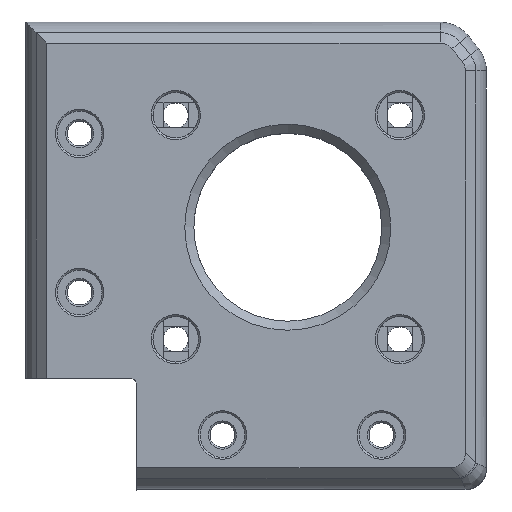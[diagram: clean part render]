
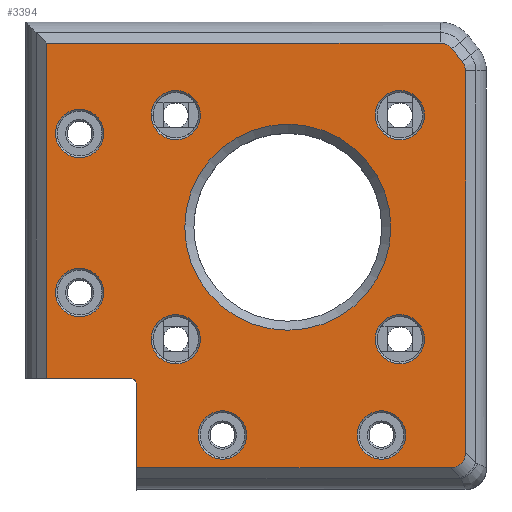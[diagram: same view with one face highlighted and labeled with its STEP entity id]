
A CAD part, top view. The second image highlights one B-rep face of the part: STEP entity #3394.
In plain terms, the highlighted planar face has unit normal (0, 0, 1).
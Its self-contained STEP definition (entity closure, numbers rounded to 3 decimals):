
#23=FACE_BOUND('',#504,.T.);
#24=FACE_BOUND('',#505,.T.);
#25=FACE_BOUND('',#506,.T.);
#26=FACE_BOUND('',#507,.T.);
#27=FACE_BOUND('',#508,.T.);
#28=FACE_BOUND('',#509,.T.);
#29=FACE_BOUND('',#510,.T.);
#30=FACE_BOUND('',#511,.T.);
#31=FACE_BOUND('',#512,.T.);
#148=ELLIPSE('',#3631,5.211,3.);
#189=PLANE('',#3655);
#296=FACE_OUTER_BOUND('',#503,.T.);
#503=EDGE_LOOP('',(#2382,#2383,#2384,#2385,#2386,#2387,#2388,#2389,#2390,
#2391,#2392));
#504=EDGE_LOOP('',(#2393));
#505=EDGE_LOOP('',(#2394));
#506=EDGE_LOOP('',(#2395));
#507=EDGE_LOOP('',(#2396));
#508=EDGE_LOOP('',(#2397));
#509=EDGE_LOOP('',(#2398));
#510=EDGE_LOOP('',(#2399));
#511=EDGE_LOOP('',(#2400));
#512=EDGE_LOOP('',(#2401));
#729=LINE('',#5090,#979);
#740=LINE('',#5232,#990);
#743=LINE('',#5251,#993);
#746=LINE('',#5345,#996);
#750=LINE('',#5365,#1000);
#751=LINE('',#5369,#1001);
#752=LINE('',#5370,#1002);
#979=VECTOR('',#4064,2.272);
#990=VECTOR('',#4125,52.756);
#993=VECTOR('',#4148,54.466);
#996=VECTOR('',#4153,46.386);
#1000=VECTOR('',#4175,11.486);
#1001=VECTOR('',#4178,11.351);
#1002=VECTOR('',#4179,43.374);
#1223=CIRCLE('',#3608,2.086);
#1225=CIRCLE('',#3612,2.086);
#1228=CIRCLE('',#3616,3.4);
#1231=CIRCLE('',#3620,3.4);
#1234=CIRCLE('',#3624,3.4);
#1237=CIRCLE('',#3628,3.4);
#1249=CIRCLE('',#3649,14.257);
#1254=CIRCLE('',#3656,1.);
#1255=CIRCLE('',#3657,3.35);
#1256=CIRCLE('',#3658,3.35);
#1257=CIRCLE('',#3659,3.35);
#1258=CIRCLE('',#3660,3.35);
#1443=VERTEX_POINT('',#5080);
#1445=VERTEX_POINT('',#5083);
#1447=VERTEX_POINT('',#5089);
#1449=VERTEX_POINT('',#5095);
#1453=VERTEX_POINT('',#5104);
#1456=VERTEX_POINT('',#5112);
#1459=VERTEX_POINT('',#5120);
#1462=VERTEX_POINT('',#5128);
#1463=VERTEX_POINT('',#5133);
#1464=VERTEX_POINT('',#5134);
#1473=VERTEX_POINT('',#5248);
#1478=VERTEX_POINT('',#5343);
#1480=VERTEX_POINT('',#5350);
#1485=VERTEX_POINT('',#5364);
#1486=VERTEX_POINT('',#5366);
#1487=VERTEX_POINT('',#5368);
#1488=VERTEX_POINT('',#5371);
#1489=VERTEX_POINT('',#5373);
#1490=VERTEX_POINT('',#5375);
#1491=VERTEX_POINT('',#5377);
#1774=EDGE_CURVE('',#1443,#1445,#1223,.T.);
#1777=EDGE_CURVE('',#1445,#1447,#729,.T.);
#1780=EDGE_CURVE('',#1447,#1449,#1225,.T.);
#1785=EDGE_CURVE('',#1453,#1453,#1228,.T.);
#1789=EDGE_CURVE('',#1456,#1456,#1231,.T.);
#1793=EDGE_CURVE('',#1459,#1459,#1234,.T.);
#1797=EDGE_CURVE('',#1462,#1462,#1237,.T.);
#1799=EDGE_CURVE('',#1463,#1464,#148,.T.);
#1807=EDGE_CURVE('',#1449,#1463,#740,.T.);
#1816=EDGE_CURVE('',#1473,#1443,#743,.T.);
#1822=EDGE_CURVE('',#1478,#1473,#746,.T.);
#1826=EDGE_CURVE('',#1480,#1480,#1249,.T.);
#1832=EDGE_CURVE('',#1485,#1478,#750,.T.);
#1833=EDGE_CURVE('',#1486,#1485,#1254,.T.);
#1834=EDGE_CURVE('',#1486,#1487,#751,.T.);
#1835=EDGE_CURVE('',#1464,#1487,#752,.T.);
#1836=EDGE_CURVE('',#1488,#1488,#1255,.T.);
#1837=EDGE_CURVE('',#1489,#1489,#1256,.T.);
#1838=EDGE_CURVE('',#1490,#1490,#1257,.T.);
#1839=EDGE_CURVE('',#1491,#1491,#1258,.T.);
#2382=ORIENTED_EDGE('',*,*,#1807,.F.);
#2383=ORIENTED_EDGE('',*,*,#1780,.F.);
#2384=ORIENTED_EDGE('',*,*,#1777,.F.);
#2385=ORIENTED_EDGE('',*,*,#1774,.F.);
#2386=ORIENTED_EDGE('',*,*,#1816,.F.);
#2387=ORIENTED_EDGE('',*,*,#1822,.F.);
#2388=ORIENTED_EDGE('',*,*,#1832,.F.);
#2389=ORIENTED_EDGE('',*,*,#1833,.F.);
#2390=ORIENTED_EDGE('',*,*,#1834,.T.);
#2391=ORIENTED_EDGE('',*,*,#1835,.F.);
#2392=ORIENTED_EDGE('',*,*,#1799,.F.);
#2393=ORIENTED_EDGE('',*,*,#1826,.T.);
#2394=ORIENTED_EDGE('',*,*,#1836,.T.);
#2395=ORIENTED_EDGE('',*,*,#1837,.T.);
#2396=ORIENTED_EDGE('',*,*,#1838,.T.);
#2397=ORIENTED_EDGE('',*,*,#1839,.T.);
#2398=ORIENTED_EDGE('',*,*,#1797,.T.);
#2399=ORIENTED_EDGE('',*,*,#1793,.T.);
#2400=ORIENTED_EDGE('',*,*,#1789,.T.);
#2401=ORIENTED_EDGE('',*,*,#1785,.T.);
#3394=ADVANCED_FACE('',(#296,#23,#24,#25,#26,#27,#28,#29,#30,#31),#189,
 .T.);
#3608=AXIS2_PLACEMENT_3D('',#5084,#4057,#4058);
#3612=AXIS2_PLACEMENT_3D('',#5096,#4069,#4070);
#3616=AXIS2_PLACEMENT_3D('',#5106,#4079,#4080);
#3620=AXIS2_PLACEMENT_3D('',#5114,#4088,#4089);
#3624=AXIS2_PLACEMENT_3D('',#5122,#4097,#4098);
#3628=AXIS2_PLACEMENT_3D('',#5130,#4106,#4107);
#3631=AXIS2_PLACEMENT_3D('',#5135,#4112,#4113);
#3649=AXIS2_PLACEMENT_3D('',#5352,#4160,#4161);
#3655=AXIS2_PLACEMENT_3D('',#5363,#4173,#4174);
#3656=AXIS2_PLACEMENT_3D('',#5367,#4176,#4177);
#3657=AXIS2_PLACEMENT_3D('',#5372,#4180,#4181);
#3658=AXIS2_PLACEMENT_3D('',#5374,#4182,#4183);
#3659=AXIS2_PLACEMENT_3D('',#5376,#4184,#4185);
#3660=AXIS2_PLACEMENT_3D('',#5378,#4186,#4187);
#4057=DIRECTION('center_axis',(0.,0.,-1.));
#4058=DIRECTION('ref_axis',(-1.,0.,0.));
#4064=DIRECTION('',(0.625,-0.781,0.));
#4069=DIRECTION('center_axis',(0.,0.,-1.));
#4070=DIRECTION('ref_axis',(-1.,0.,0.));
#4079=DIRECTION('center_axis',(0.,0.,-1.));
#4080=DIRECTION('ref_axis',(1.,0.,0.));
#4088=DIRECTION('center_axis',(0.,0.,-1.));
#4089=DIRECTION('ref_axis',(1.,0.,0.));
#4097=DIRECTION('center_axis',(0.,0.,-1.));
#4098=DIRECTION('ref_axis',(1.,0.,0.));
#4106=DIRECTION('center_axis',(0.,0.,-1.));
#4107=DIRECTION('ref_axis',(1.,0.,0.));
#4112=DIRECTION('center_axis',(0.,0.,-1.));
#4113=DIRECTION('ref_axis',(-0.704,0.71,0.));
#4125=DIRECTION('',(0.,-1.,0.));
#4148=DIRECTION('',(1.,0.,0.));
#4153=DIRECTION('',(0.,1.,0.));
#4160=DIRECTION('center_axis',(0.,0.,-1.));
#4161=DIRECTION('ref_axis',(1.,0.,0.));
#4173=DIRECTION('center_axis',(0.,0.,1.));
#4174=DIRECTION('ref_axis',(0.,1.,0.));
#4175=DIRECTION('',(-1.,0.,0.));
#4176=DIRECTION('center_axis',(0.,0.,1.));
#4177=DIRECTION('ref_axis',(1.,0.,0.));
#4178=DIRECTION('',(0.,-1.,0.));
#4179=DIRECTION('',(-1.,0.,0.));
#4180=DIRECTION('center_axis',(0.,0.,-1.));
#4181=DIRECTION('ref_axis',(1.,0.,0.));
#4182=DIRECTION('center_axis',(0.,0.,-1.));
#4183=DIRECTION('ref_axis',(1.,0.,0.));
#4184=DIRECTION('center_axis',(0.,0.,-1.));
#4185=DIRECTION('ref_axis',(1.,0.,0.));
#4186=DIRECTION('center_axis',(0.,0.,-1.));
#4187=DIRECTION('ref_axis',(1.,0.,0.));
#5080=CARTESIAN_POINT('',(-57.619,-67.164,-128.95));
#5083=CARTESIAN_POINT('',(-55.991,-67.947,-128.95));
#5084=CARTESIAN_POINT('Origin',(-57.619,-69.25,-128.95));
#5089=CARTESIAN_POINT('',(-54.571,-69.721,-128.95));
#5090=CARTESIAN_POINT('',(-55.991,-67.947,-128.95));
#5095=CARTESIAN_POINT('',(-54.114,-71.024,-128.95));
#5096=CARTESIAN_POINT('Origin',(-56.2,-71.024,-128.95));
#5104=CARTESIAN_POINT('',(-66.6,-77.15,-128.95));
#5106=CARTESIAN_POINT('Origin',(-63.2,-77.15,-128.95));
#5112=CARTESIAN_POINT('',(-97.6,-108.15,-128.95));
#5114=CARTESIAN_POINT('Origin',(-94.2,-108.15,-128.95));
#5120=CARTESIAN_POINT('',(-66.6,-108.15,-128.95));
#5122=CARTESIAN_POINT('Origin',(-63.2,-108.15,-128.95));
#5128=CARTESIAN_POINT('',(-97.6,-77.15,-128.95));
#5130=CARTESIAN_POINT('Origin',(-94.2,-77.15,-128.95));
#5133=CARTESIAN_POINT('',(-54.114,-123.78,-128.95));
#5134=CARTESIAN_POINT('',(-56.226,-125.901,-128.95));
#5135=CARTESIAN_POINT('Origin',(-58.357,-121.64,-128.95));
#5232=CARTESIAN_POINT('',(-54.114,-71.024,-128.95));
#5248=CARTESIAN_POINT('',(-112.086,-67.164,-128.95));
#5251=CARTESIAN_POINT('',(-112.086,-67.164,-128.95));
#5343=CARTESIAN_POINT('',(-112.086,-113.55,-128.95));
#5345=CARTESIAN_POINT('',(-112.086,-113.55,-128.95));
#5350=CARTESIAN_POINT('',(-78.7,-106.907,-128.95));
#5352=CARTESIAN_POINT('Origin',(-78.7,-92.65,-128.95));
#5363=CARTESIAN_POINT('Origin',(-85.2,-85.25,-128.95));
#5364=CARTESIAN_POINT('',(-100.6,-113.55,-128.95));
#5365=CARTESIAN_POINT('',(-100.6,-113.55,-128.95));
#5366=CARTESIAN_POINT('',(-99.6,-114.55,-128.95));
#5367=CARTESIAN_POINT('Origin',(-100.6,-114.55,-128.95));
#5368=CARTESIAN_POINT('',(-99.6,-125.901,-128.95));
#5369=CARTESIAN_POINT('',(-99.6,-114.55,-128.95));
#5370=CARTESIAN_POINT('',(-56.226,-125.901,-128.95));
#5371=CARTESIAN_POINT('',(-69.097,-121.4,-128.95));
#5372=CARTESIAN_POINT('Origin',(-65.747,-121.4,-128.95));
#5373=CARTESIAN_POINT('',(-91.097,-121.4,-128.95));
#5374=CARTESIAN_POINT('Origin',(-87.747,-121.4,-128.95));
#5375=CARTESIAN_POINT('',(-110.85,-101.683,-128.95));
#5376=CARTESIAN_POINT('Origin',(-107.5,-101.683,-128.95));
#5377=CARTESIAN_POINT('',(-110.85,-79.683,-128.95));
#5378=CARTESIAN_POINT('Origin',(-107.5,-79.683,-128.95));
